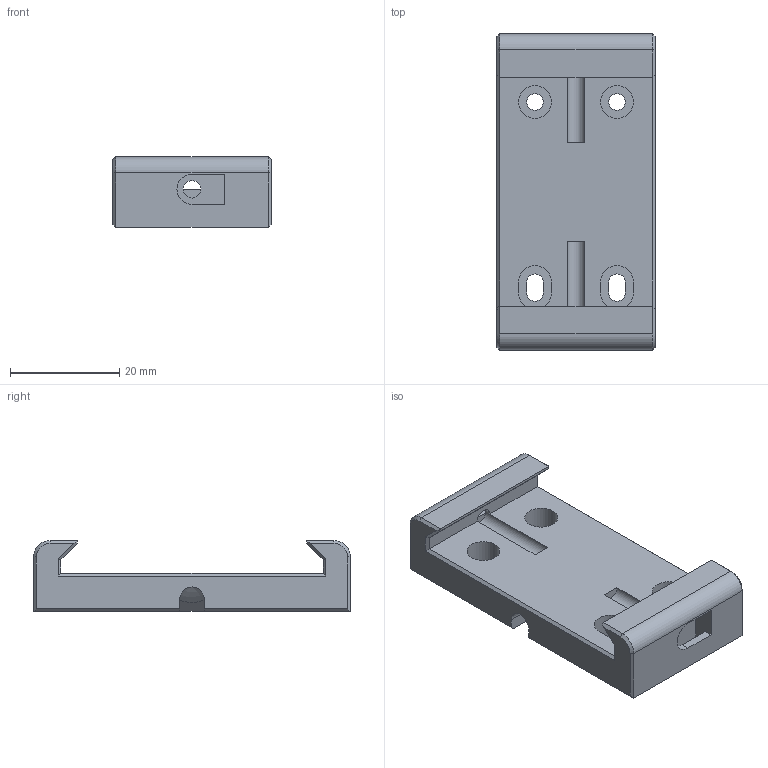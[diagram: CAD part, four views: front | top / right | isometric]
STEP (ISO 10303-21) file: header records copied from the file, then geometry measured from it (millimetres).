
FILE_DESCRIPTION(/* description */ (''),/* implementation_level */ '2;1');
FILE_NAME(/* name */ 'OBS-Mounting-A-001_StandardOBSMount_v0.1.1.stp',/* time_stamp */ '2021-04-21T22:57:02+02:00',/* author */ ('hpcthobs'),/* organization */ (''),/* preprocessor_version */ 'ST-DEVELOPER v18.1',/* originating_system */ 'Autodesk Inventor 2021',/* authorisation */ '');
FILE_SCHEMA (('AUTOMOTIVE_DESIGN { 1 0 10303 214 3 1 1 }'));
Length unit declared in the file: millimetre
Products named in the file (1): OBS-M-001_beidseitig
Bounding box: 29 x 58 x 13 mm (x, y, z)
Volume: 11846.1 mm3; surface area: 6583.9 mm2
Topology: 1 solids, 1 shells, 93 faces, 240 edges, 157 vertices
Faces by surface type: plane 69, cylinder 19, cone 4, bspline 1
Full cylindrical faces by diameter (mm): 3 x2, 3.2 x2, 6 x2
Entity records: 2915 total; most frequent: CARTESIAN_POINT 572, ORIENTED_EDGE 470, DIRECTION 462, EDGE_CURVE 235, LINE 186, VECTOR 186, VERTEX_POINT 148, AXIS2_PLACEMENT_3D 138
